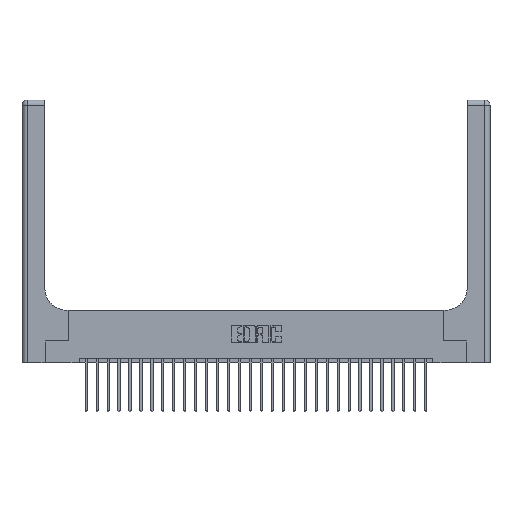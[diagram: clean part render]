
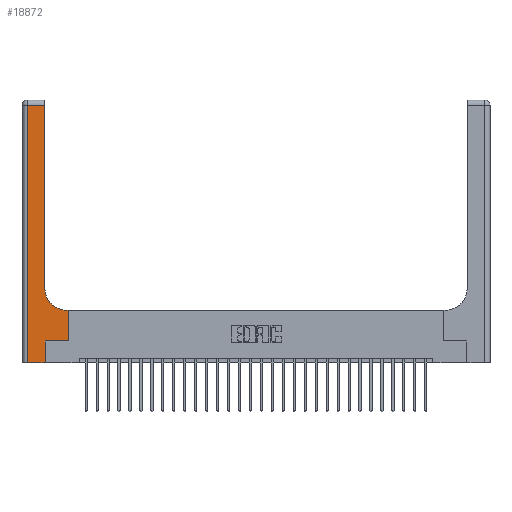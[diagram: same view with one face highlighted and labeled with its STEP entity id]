
A CAD part, top view. The second image highlights one B-rep face of the part: STEP entity #18872.
In plain terms, the highlighted planar face has unit normal (0, 0, 1).
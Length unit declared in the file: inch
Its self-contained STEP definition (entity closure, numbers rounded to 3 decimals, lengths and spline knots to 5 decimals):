
#317 = EDGE_LOOP ( 'NONE', ( #9751, #10849, #22610, #12425, #11320, #24703, #1386, #21739, #4258 ) ) ;
#494 = EDGE_CURVE ( 'NONE', #22526, #1015, #9715, .T. ) ;
#721 = CARTESIAN_POINT ( 'NONE',  ( 0.06, 2.94, 0.37 ) ) ;
#898 = CARTESIAN_POINT ( 'NONE',  ( 0.51, 0.85, 0.37 ) ) ;
#1015 = VERTEX_POINT ( 'NONE', #7988 ) ;
#1386 = ORIENTED_EDGE ( 'NONE', *, *, #9821, .T. ) ;
#1838 = CARTESIAN_POINT ( 'NONE',  ( 0.26, 3., 0.37 ) ) ;
#1840 = DIRECTION ( 'NONE',  ( 1., 0., 0. ) ) ;
#2688 = DIRECTION ( 'NONE',  ( -1., 0., 0. ) ) ;
#3167 = EDGE_CURVE ( 'NONE', #25338, #16361, #26740, .T. ) ;
#3229 = CARTESIAN_POINT ( 'NONE',  ( 0.26, 0.6, 0.37 ) ) ;
#3631 = VERTEX_POINT ( 'NONE', #721 ) ;
#4258 = ORIENTED_EDGE ( 'NONE', *, *, #3167, .T. ) ;
#4526 = CARTESIAN_POINT ( 'NONE',  ( 0.528, 0.6, 0.37 ) ) ;
#7743 = CARTESIAN_POINT ( 'NONE',  ( 0.51, 0.6, 0.37 ) ) ;
#7988 = CARTESIAN_POINT ( 'NONE',  ( 0.528, 0.25, 0.37 ) ) ;
#8324 = VERTEX_POINT ( 'NONE', #10788 ) ;
#8345 = LINE ( 'NONE', #12862, #16608 ) ;
#8543 = CARTESIAN_POINT ( 'NONE',  ( 0.528, 0.25, 0.37 ) ) ;
#9377 = VECTOR ( 'NONE', #19280, 39.37008 ) ;
#9473 = DIRECTION ( 'NONE',  ( 0., 0., -1. ) ) ;
#9715 = LINE ( 'NONE', #26525, #11888 ) ;
#9751 = ORIENTED_EDGE ( 'NONE', *, *, #22229, .T. ) ;
#9821 = EDGE_CURVE ( 'NONE', #1015, #23558, #10725, .T. ) ;
#10622 = CARTESIAN_POINT ( 'NONE',  ( 0.06, 3., 0.37 ) ) ;
#10725 = LINE ( 'NONE', #8543, #9377 ) ;
#10788 = CARTESIAN_POINT ( 'NONE',  ( 0.06, 0., 0.37 ) ) ;
#10849 = ORIENTED_EDGE ( 'NONE', *, *, #18707, .T. ) ;
#11320 = ORIENTED_EDGE ( 'NONE', *, *, #16522, .T. ) ;
#11888 = VECTOR ( 'NONE', #18317, 39.37008 ) ;
#12425 = ORIENTED_EDGE ( 'NONE', *, *, #20487, .T. ) ;
#12666 = LINE ( 'NONE', #1838, #20929 ) ;
#12729 = VECTOR ( 'NONE', #20901, 39.37008 ) ;
#12834 = FACE_OUTER_BOUND ( 'NONE', #317, .T. ) ;
#12862 = CARTESIAN_POINT ( 'NONE',  ( 0.265, 0., 0.37 ) ) ;
#13256 = PLANE ( 'NONE',  #14105 ) ;
#13962 = EDGE_CURVE ( 'NONE', #23558, #25338, #22535, .T. ) ;
#14105 = AXIS2_PLACEMENT_3D ( 'NONE', #15089, #25695, #2688 ) ;
#14645 = CARTESIAN_POINT ( 'NONE',  ( 0.265, 0., 0.37 ) ) ;
#15089 = CARTESIAN_POINT ( 'NONE',  ( 0., 3., 0.37 ) ) ;
#15450 = AXIS2_PLACEMENT_3D ( 'NONE', #898, #9473, #26568 ) ;
#16038 = VECTOR ( 'NONE', #25696, 39.37008 ) ;
#16361 = VERTEX_POINT ( 'NONE', #27152 ) ;
#16522 = EDGE_CURVE ( 'NONE', #20360, #22526, #8345, .T. ) ;
#16528 = LINE ( 'NONE', #25558, #12729 ) ;
#16608 = VECTOR ( 'NONE', #25446, 39.37008 ) ;
#17748 = DIRECTION ( 'NONE',  ( -1., 0., 0. ) ) ;
#18317 = DIRECTION ( 'NONE',  ( 1., 0., 0. ) ) ;
#18707 = EDGE_CURVE ( 'NONE', #23916, #3631, #16528, .T. ) ;
#18872 = ADVANCED_FACE ( 'NONE', ( #12834 ), #13256, .F. ) ;
#19270 = CARTESIAN_POINT ( 'NONE',  ( 0.26, 2.94, 0.37 ) ) ;
#19280 = DIRECTION ( 'NONE',  ( 0., 1., 0. ) ) ;
#19674 = VECTOR ( 'NONE', #17748, 39.37008 ) ;
#20360 = VERTEX_POINT ( 'NONE', #14645 ) ;
#20487 = EDGE_CURVE ( 'NONE', #8324, #20360, #27239, .T. ) ;
#20701 = CARTESIAN_POINT ( 'NONE',  ( 0.265, 0.25, 0.37 ) ) ;
#20901 = DIRECTION ( 'NONE',  ( -1., 0., 0. ) ) ;
#20929 = VECTOR ( 'NONE', #21273, 39.37008 ) ;
#21084 = LINE ( 'NONE', #10622, #16038 ) ;
#21273 = DIRECTION ( 'NONE',  ( 0., 1., 0. ) ) ;
#21739 = ORIENTED_EDGE ( 'NONE', *, *, #13962, .T. ) ;
#22229 = EDGE_CURVE ( 'NONE', #16361, #23916, #12666, .T. ) ;
#22526 = VERTEX_POINT ( 'NONE', #20701 ) ;
#22535 = LINE ( 'NONE', #3229, #19674 ) ;
#22610 = ORIENTED_EDGE ( 'NONE', *, *, #24365, .T. ) ;
#23558 = VERTEX_POINT ( 'NONE', #4526 ) ;
#23916 = VERTEX_POINT ( 'NONE', #19270 ) ;
#24365 = EDGE_CURVE ( 'NONE', #3631, #8324, #21084, .T. ) ;
#24703 = ORIENTED_EDGE ( 'NONE', *, *, #494, .T. ) ;
#25338 = VERTEX_POINT ( 'NONE', #7743 ) ;
#25382 = VECTOR ( 'NONE', #1840, 39.37008 ) ;
#25446 = DIRECTION ( 'NONE',  ( 0., 1., 0. ) ) ;
#25558 = CARTESIAN_POINT ( 'NONE',  ( 0., 2.94, 0.37 ) ) ;
#25695 = DIRECTION ( 'NONE',  ( 0., 0., -1. ) ) ;
#25696 = DIRECTION ( 'NONE',  ( 0., -1., 0. ) ) ;
#26525 = CARTESIAN_POINT ( 'NONE',  ( 0.265, 0.25, 0.37 ) ) ;
#26568 = DIRECTION ( 'NONE',  ( 1., 0., 0. ) ) ;
#26740 = CIRCLE ( 'NONE', #15450, 0.25 ) ;
#27152 = CARTESIAN_POINT ( 'NONE',  ( 0.26, 0.85, 0.37 ) ) ;
#27239 = LINE ( 'NONE', #27517, #25382 ) ;
#27517 = CARTESIAN_POINT ( 'NONE',  ( 0., 0., 0.37 ) ) ;
